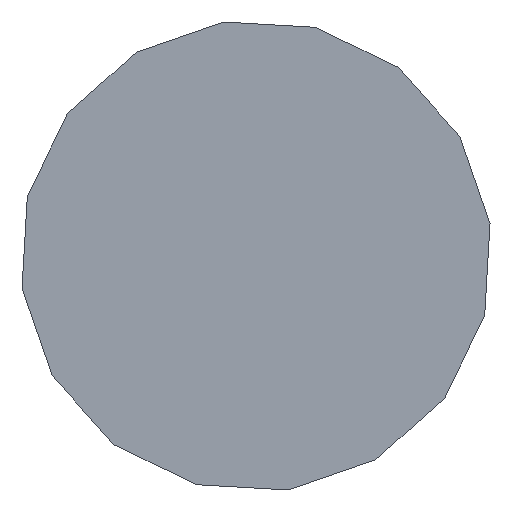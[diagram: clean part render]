
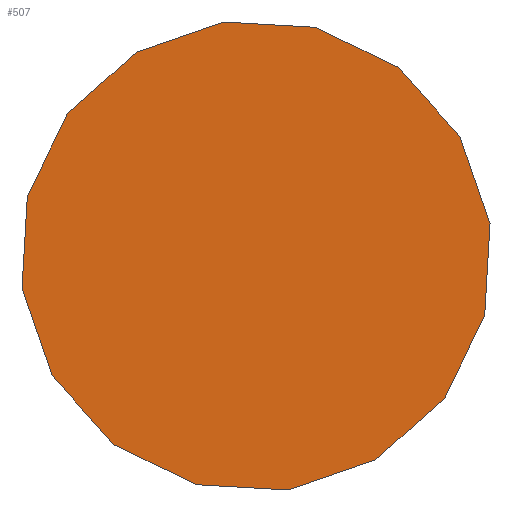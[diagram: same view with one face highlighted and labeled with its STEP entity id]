
A CAD part, front view. The second image highlights one B-rep face of the part: STEP entity #507.
In plain terms, the highlighted planar face has unit normal (0, -1, 0).
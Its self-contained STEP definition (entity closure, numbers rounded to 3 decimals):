
#9 = CARTESIAN_POINT ( 'NONE',  ( -0.325, 0., 0.246 ) ) ;
#10 = EDGE_CURVE ( 'NONE', #245, #562, #374, .T. ) ;
#12 = DIRECTION ( 'NONE',  ( 0., 1., 0. ) ) ;
#30 = DIRECTION ( 'NONE',  ( -0.944, 0., -0.329 ) ) ;
#33 = DIRECTION ( 'NONE',  ( -0.665, 0., 0.747 ) ) ;
#45 = LINE ( 'NONE', #321, #556 ) ;
#60 = VECTOR ( 'NONE', #489, 1000. ) ;
#62 = DIRECTION ( 'NONE',  ( 0.9, 0., -0.435 ) ) ;
#72 = CARTESIAN_POINT ( 'NONE',  ( 0.404, 0., 0.056 ) ) ;
#75 = ORIENTED_EDGE ( 'NONE', *, *, #393, .F. ) ;
#83 = CARTESIAN_POINT ( 'NONE',  ( -0.352, 0., -0.207 ) ) ;
#87 = ORIENTED_EDGE ( 'NONE', *, *, #230, .F. ) ;
#92 = CARTESIAN_POINT ( 'NONE',  ( -0.103, 0., -0.395 ) ) ;
#96 = VERTEX_POINT ( 'NONE', #146 ) ;
#103 = VERTEX_POINT ( 'NONE', #155 ) ;
#113 = LINE ( 'NONE', #583, #603 ) ;
#116 = CARTESIAN_POINT ( 'NONE',  ( 0.395, 0., -0.103 ) ) ;
#118 = CARTESIAN_POINT ( 'NONE',  ( -0.325, 0., 0.246 ) ) ;
#120 = VECTOR ( 'NONE', #405, 1000. ) ;
#131 = VECTOR ( 'NONE', #301, 1000. ) ;
#133 = ORIENTED_EDGE ( 'NONE', *, *, #313, .F. ) ;
#143 = DIRECTION ( 'NONE',  ( 0.998, 0., -0.058 ) ) ;
#146 = CARTESIAN_POINT ( 'NONE',  ( 0.056, 0., -0.404 ) ) ;
#149 = CARTESIAN_POINT ( 'NONE',  ( 0.352, 0., 0.207 ) ) ;
#154 = EDGE_CURVE ( 'NONE', #402, #369, #387, .T. ) ;
#155 = CARTESIAN_POINT ( 'NONE',  ( -0.404, 0., -0.056 ) ) ;
#157 = VERTEX_POINT ( 'NONE', #552 ) ;
#174 = DIRECTION ( 'NONE',  ( 0.665, 0., -0.747 ) ) ;
#177 = CARTESIAN_POINT ( 'NONE',  ( 0.404, 0., 0.056 ) ) ;
#178 = CARTESIAN_POINT ( 'NONE',  ( 0.207, 0., -0.352 ) ) ;
#179 = CARTESIAN_POINT ( 'NONE',  ( 0.325, 0., -0.246 ) ) ;
#180 = VECTOR ( 'NONE', #267, 1000. ) ;
#189 = EDGE_CURVE ( 'NONE', #429, #103, #504, .T. ) ;
#195 = LINE ( 'NONE', #226, #537 ) ;
#201 = VERTEX_POINT ( 'NONE', #177 ) ;
#205 = VECTOR ( 'NONE', #30, 1000. ) ;
#207 = LINE ( 'NONE', #116, #454 ) ;
#209 = VERTEX_POINT ( 'NONE', #360 ) ;
#211 = CARTESIAN_POINT ( 'NONE',  ( -0.352, 0., -0.207 ) ) ;
#225 = EDGE_CURVE ( 'NONE', #96, #288, #384, .T. ) ;
#226 = CARTESIAN_POINT ( 'NONE',  ( -0.207, 0., 0.352 ) ) ;
#230 = EDGE_CURVE ( 'NONE', #579, #231, #499, .T. ) ;
#231 = VERTEX_POINT ( 'NONE', #178 ) ;
#241 = VERTEX_POINT ( 'NONE', #398 ) ;
#245 = VERTEX_POINT ( 'NONE', #370 ) ;
#251 = LINE ( 'NONE', #72, #131 ) ;
#253 = EDGE_CURVE ( 'NONE', #570, #402, #411, .T. ) ;
#254 = DIRECTION ( 'NONE',  ( -0.435, 0., -0.9 ) ) ;
#256 = AXIS2_PLACEMENT_3D ( 'NONE', #266, #12, #406 ) ;
#258 = CARTESIAN_POINT ( 'NONE',  ( -0.207, 0., 0.352 ) ) ;
#259 = EDGE_CURVE ( 'NONE', #231, #96, #327, .T. ) ;
#265 = ORIENTED_EDGE ( 'NONE', *, *, #277, .F. ) ;
#266 = CARTESIAN_POINT ( 'NONE',  ( 0., 0., 0. ) ) ;
#267 = DIRECTION ( 'NONE',  ( -0.9, 0., 0.435 ) ) ;
#268 = VECTOR ( 'NONE', #392, 1000. ) ;
#277 = EDGE_CURVE ( 'NONE', #288, #241, #296, .T. ) ;
#278 = CARTESIAN_POINT ( 'NONE',  ( -0.056, 0., 0.404 ) ) ;
#279 = DIRECTION ( 'NONE',  ( 0.329, 0., -0.944 ) ) ;
#288 = VERTEX_POINT ( 'NONE', #92 ) ;
#292 = VECTOR ( 'NONE', #388, 1000. ) ;
#295 = CARTESIAN_POINT ( 'NONE',  ( 0.103, 0., 0.395 ) ) ;
#296 = LINE ( 'NONE', #541, #180 ) ;
#301 = DIRECTION ( 'NONE',  ( -0.058, 0., -0.998 ) ) ;
#304 = ORIENTED_EDGE ( 'NONE', *, *, #607, .F. ) ;
#313 = EDGE_CURVE ( 'NONE', #241, #429, #45, .T. ) ;
#318 = ORIENTED_EDGE ( 'NONE', *, *, #10, .F. ) ;
#321 = CARTESIAN_POINT ( 'NONE',  ( -0.246, 0., -0.325 ) ) ;
#327 = LINE ( 'NONE', #457, #205 ) ;
#345 = VECTOR ( 'NONE', #534, 1000. ) ;
#346 = VERTEX_POINT ( 'NONE', #524 ) ;
#360 = CARTESIAN_POINT ( 'NONE',  ( -0.056, 0., 0.404 ) ) ;
#362 = CARTESIAN_POINT ( 'NONE',  ( -0.395, 0., 0.103 ) ) ;
#369 = VERTEX_POINT ( 'NONE', #258 ) ;
#370 = CARTESIAN_POINT ( 'NONE',  ( 0.103, 0., 0.395 ) ) ;
#373 = EDGE_CURVE ( 'NONE', #562, #346, #113, .T. ) ;
#374 = LINE ( 'NONE', #295, #417 ) ;
#382 = CARTESIAN_POINT ( 'NONE',  ( -0.395, 0., 0.103 ) ) ;
#383 = VECTOR ( 'NONE', #143, 1000. ) ;
#384 = LINE ( 'NONE', #407, #424 ) ;
#387 = LINE ( 'NONE', #9, #292 ) ;
#388 = DIRECTION ( 'NONE',  ( 0.747, 0., 0.665 ) ) ;
#392 = DIRECTION ( 'NONE',  ( 0.058, 0., 0.998 ) ) ;
#393 = EDGE_CURVE ( 'NONE', #201, #157, #251, .T. ) ;
#398 = CARTESIAN_POINT ( 'NONE',  ( -0.246, 0., -0.325 ) ) ;
#400 = DIRECTION ( 'NONE',  ( -0.998, 0., 0.058 ) ) ;
#402 = VERTEX_POINT ( 'NONE', #118 ) ;
#405 = DIRECTION ( 'NONE',  ( -0.747, 0., -0.665 ) ) ;
#406 = DIRECTION ( 'NONE',  ( 0., 0., 1. ) ) ;
#407 = CARTESIAN_POINT ( 'NONE',  ( 0.056, 0., -0.404 ) ) ;
#409 = LINE ( 'NONE', #149, #593 ) ;
#410 = LINE ( 'NONE', #488, #268 ) ;
#411 = LINE ( 'NONE', #362, #345 ) ;
#417 = VECTOR ( 'NONE', #62, 1000. ) ;
#421 = CARTESIAN_POINT ( 'NONE',  ( 0.325, 0., -0.246 ) ) ;
#424 = VECTOR ( 'NONE', #400, 1000. ) ;
#429 = VERTEX_POINT ( 'NONE', #211 ) ;
#430 = EDGE_CURVE ( 'NONE', #157, #579, #207, .T. ) ;
#431 = ORIENTED_EDGE ( 'NONE', *, *, #502, .F. ) ;
#435 = LINE ( 'NONE', #278, #383 ) ;
#443 = ORIENTED_EDGE ( 'NONE', *, *, #545, .F. ) ;
#450 = ORIENTED_EDGE ( 'NONE', *, *, #189, .F. ) ;
#452 = PLANE ( 'NONE',  #256 ) ;
#454 = VECTOR ( 'NONE', #254, 1000. ) ;
#457 = CARTESIAN_POINT ( 'NONE',  ( 0.207, 0., -0.352 ) ) ;
#460 = EDGE_CURVE ( 'NONE', #103, #570, #410, .T. ) ;
#462 = ORIENTED_EDGE ( 'NONE', *, *, #259, .F. ) ;
#467 = ORIENTED_EDGE ( 'NONE', *, *, #253, .F. ) ;
#488 = CARTESIAN_POINT ( 'NONE',  ( -0.404, 0., -0.056 ) ) ;
#489 = DIRECTION ( 'NONE',  ( -0.329, 0., 0.944 ) ) ;
#498 = FACE_OUTER_BOUND ( 'NONE', #548, .T. ) ;
#499 = LINE ( 'NONE', #179, #120 ) ;
#502 = EDGE_CURVE ( 'NONE', #369, #209, #195, .T. ) ;
#503 = CARTESIAN_POINT ( 'NONE',  ( 0.246, 0., 0.325 ) ) ;
#504 = LINE ( 'NONE', #83, #60 ) ;
#507 = ADVANCED_FACE ( 'NONE', ( #498 ), #452, .F. ) ;
#524 = CARTESIAN_POINT ( 'NONE',  ( 0.352, 0., 0.207 ) ) ;
#527 = ORIENTED_EDGE ( 'NONE', *, *, #460, .F. ) ;
#533 = ORIENTED_EDGE ( 'NONE', *, *, #225, .F. ) ;
#534 = DIRECTION ( 'NONE',  ( 0.435, 0., 0.9 ) ) ;
#535 = DIRECTION ( 'NONE',  ( 0.944, 0., 0.329 ) ) ;
#537 = VECTOR ( 'NONE', #535, 1000. ) ;
#541 = CARTESIAN_POINT ( 'NONE',  ( -0.103, 0., -0.395 ) ) ;
#545 = EDGE_CURVE ( 'NONE', #209, #245, #435, .T. ) ;
#548 = EDGE_LOOP ( 'NONE', ( #568, #318, #443, #431, #564, #467, #527, #450, #133, #265, #533, #462, #87, #559, #75, #304 ) ) ;
#552 = CARTESIAN_POINT ( 'NONE',  ( 0.395, 0., -0.103 ) ) ;
#556 = VECTOR ( 'NONE', #33, 1000. ) ;
#559 = ORIENTED_EDGE ( 'NONE', *, *, #430, .F. ) ;
#562 = VERTEX_POINT ( 'NONE', #503 ) ;
#564 = ORIENTED_EDGE ( 'NONE', *, *, #154, .F. ) ;
#568 = ORIENTED_EDGE ( 'NONE', *, *, #373, .F. ) ;
#570 = VERTEX_POINT ( 'NONE', #382 ) ;
#579 = VERTEX_POINT ( 'NONE', #421 ) ;
#583 = CARTESIAN_POINT ( 'NONE',  ( 0.246, 0., 0.325 ) ) ;
#593 = VECTOR ( 'NONE', #279, 1000. ) ;
#603 = VECTOR ( 'NONE', #174, 1000. ) ;
#607 = EDGE_CURVE ( 'NONE', #346, #201, #409, .T. ) ;
